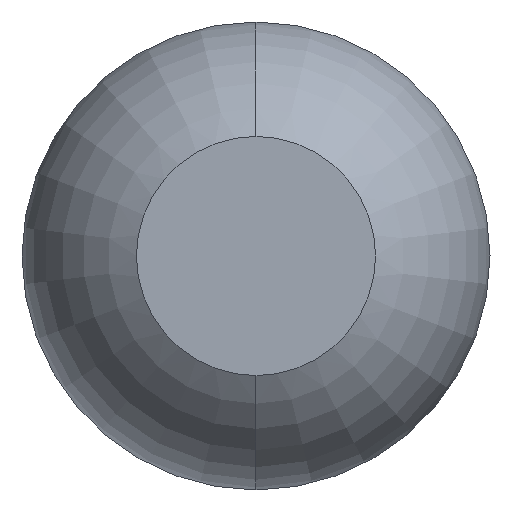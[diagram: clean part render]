
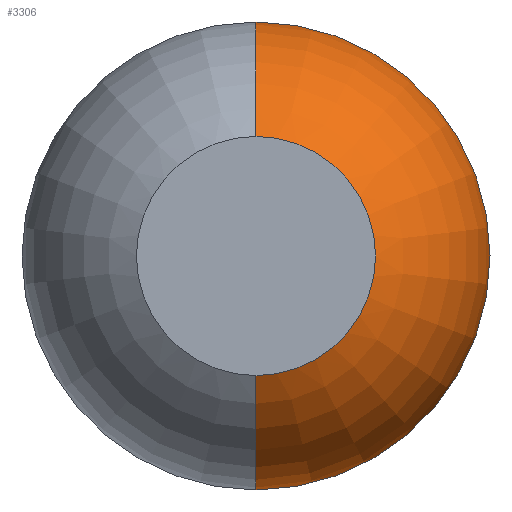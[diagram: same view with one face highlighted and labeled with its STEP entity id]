
A CAD part, front view. The second image highlights one B-rep face of the part: STEP entity #3306.
In plain terms, the highlighted toroidal (fillet/blend) face has major radius 0.035 mm and minor radius 0.65 mm.
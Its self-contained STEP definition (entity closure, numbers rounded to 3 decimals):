
#25 = DIRECTION ( 'NONE',  ( 0., 0., -1. ) ) ;
#45 = DIRECTION ( 'NONE',  ( 0., 0., -1. ) ) ;
#79 = VERTEX_POINT ( 'NONE', #2048 ) ;
#183 = CARTESIAN_POINT ( 'NONE',  ( 0., -24.431, -0.035 ) ) ;
#259 = ORIENTED_EDGE ( 'NONE', *, *, #2144, .T. ) ;
#283 = CIRCLE ( 'NONE', #4014, 0.35 ) ;
#322 = DIRECTION ( 'NONE',  ( 0., -1., 0. ) ) ;
#557 = DIRECTION ( 'NONE',  ( -1., 0., 0. ) ) ;
#635 = CIRCLE ( 'NONE', #3852, 0.65 ) ;
#802 = ORIENTED_EDGE ( 'NONE', *, *, #2596, .F. ) ;
#803 = EDGE_CURVE ( 'Defeature ausgef�hrt1_12+Defeature ausgef�hrt1_4+Defeature ausgef�hrt1_4+Defeature ausgef�hrt1_4', #2922, #3107, #283, .T. ) ;
#893 = EDGE_LOOP ( 'NONE', ( #259, #1258, #1532, #802 ) ) ;
#1107 = CARTESIAN_POINT ( 'NONE',  ( 0., -24.431, 0.685 ) ) ;
#1243 = DIRECTION ( 'NONE',  ( 0., -1., 0. ) ) ;
#1258 = ORIENTED_EDGE ( 'NONE', *, *, #3748, .T. ) ;
#1484 = AXIS2_PLACEMENT_3D ( 'NONE', #3527, #1243, #2232 ) ;
#1532 = ORIENTED_EDGE ( 'NONE', *, *, #803, .F. ) ;
#1664 = TOROIDAL_SURFACE ( 'NONE', #3788, 0.035, 0.65 ) ;
#1744 = DIRECTION ( 'NONE',  ( 1., 0., 0. ) ) ;
#1845 = DIRECTION ( 'NONE',  ( 0., 0., 1. ) ) ;
#2005 = DIRECTION ( 'NONE',  ( 0., -1., 0. ) ) ;
#2015 = CARTESIAN_POINT ( 'NONE',  ( 0., -25., 0. ) ) ;
#2048 = CARTESIAN_POINT ( 'NONE',  ( 0., -24.431, -0.685 ) ) ;
#2057 = CARTESIAN_POINT ( 'NONE',  ( 0., -24.431, 0.035 ) ) ;
#2144 = EDGE_CURVE ( 'Defeature ausgef�hrt1_4+Defeature ausgef�hrt1_5+Defeature ausgef�hrt1_5+Defeature ausgef�hrt1_5', #79, #2426, #3522, .T. ) ;
#2185 = CARTESIAN_POINT ( 'NONE',  ( 0., -25., 0.35 ) ) ;
#2232 = DIRECTION ( 'NONE',  ( 0., 0., -1. ) ) ;
#2356 = FACE_OUTER_BOUND ( 'NONE', #893, .T. ) ;
#2398 = AXIS2_PLACEMENT_3D ( 'NONE', #2057, #1744, #3310 ) ;
#2426 = VERTEX_POINT ( 'NONE', #1107 ) ;
#2596 = EDGE_CURVE ( 'NONE', #79, #2922, #635, .T. ) ;
#2608 = CARTESIAN_POINT ( 'NONE',  ( 0., -24.431, 0. ) ) ;
#2922 = VERTEX_POINT ( 'NONE', #3875 ) ;
#3107 = VERTEX_POINT ( 'NONE', #2185 ) ;
#3306 = ADVANCED_FACE ( 'Defeature ausgef�hrt1_4', ( #2356 ), #1664, .T. ) ;
#3310 = DIRECTION ( 'NONE',  ( 0., 0., -1. ) ) ;
#3522 = CIRCLE ( 'NONE', #1484, 0.685 ) ;
#3527 = CARTESIAN_POINT ( 'NONE',  ( 0., -24.431, 0. ) ) ;
#3724 = CIRCLE ( 'NONE', #2398, 0.65 ) ;
#3748 = EDGE_CURVE ( 'NONE', #2426, #3107, #3724, .T. ) ;
#3788 = AXIS2_PLACEMENT_3D ( 'NONE', #2608, #2005, #45 ) ;
#3852 = AXIS2_PLACEMENT_3D ( 'NONE', #183, #557, #1845 ) ;
#3875 = CARTESIAN_POINT ( 'NONE',  ( 0., -25., -0.35 ) ) ;
#4014 = AXIS2_PLACEMENT_3D ( 'NONE', #2015, #322, #25 ) ;
